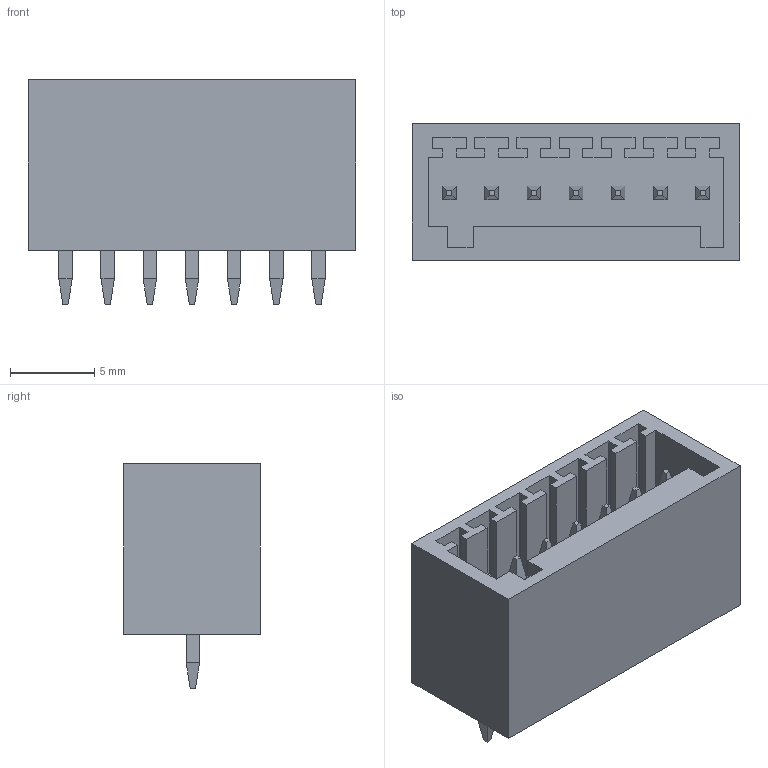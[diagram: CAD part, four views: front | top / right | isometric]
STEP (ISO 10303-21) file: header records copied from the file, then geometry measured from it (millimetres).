
FILE_DESCRIPTION(('CATIA V5R24 STEP','CAx-IF Rec.Pracs.--- Model Styling and Organization---1.2---2011-12-15'),'2;1');
FILE_NAME ('D1462142_0', '2016-04-19T15:09:33+00:00', ('Weidmueller Interface'), ('Weidmueller'), 'CATIA Version 5-6 Release 2014 SP4', 'CATIA V5 STEP AP214', 'none');
FILE_SCHEMA(('AUTOMOTIVE_DESIGN { 1 0 10303 214 1 1 1 1 }'));
Length unit declared in the file: millimetre
Products named in the file (1): 2439960000_SL 2.50/07/180G 3.2SN BK BX
Bounding box: 19.4 x 8.1 x 13.3 mm (x, y, z)
Volume: 1039.9 mm3; surface area: 1592.2 mm2
Topology: 7 solids, 8 shells, 241 faces, 574 edges, 364 vertices
Faces by surface type: plane 241
Entity records: 6995 total; most frequent: CARTESIAN_POINT 1180, ORIENTED_EDGE 1148, DIRECTION 1056, VECTOR 574, EDGE_CURVE 574, LINE 574, VERTEX_POINT 364, EDGE_LOOP 256
